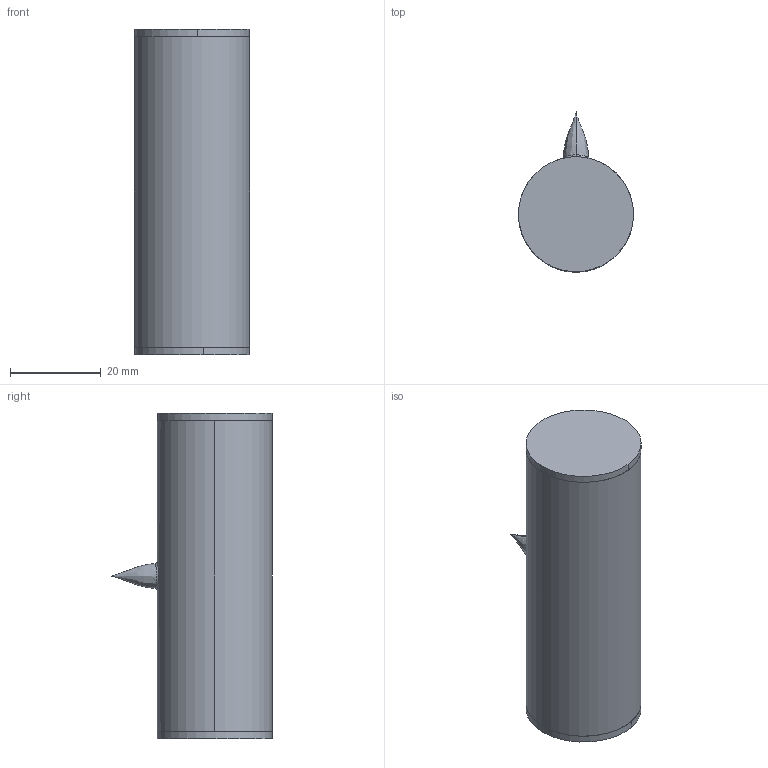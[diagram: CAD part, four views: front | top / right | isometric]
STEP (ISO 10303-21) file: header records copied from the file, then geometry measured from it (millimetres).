
FILE_DESCRIPTION (( 'STEP AP214' ), '1' );
FILE_NAME ('24088-E0W.STEP', '2019-06-26T14:42:58', ( '' ), ( '' ), 'SwSTEP 2.0', 'SolidWorks 2018', '' );
FILE_SCHEMA (( 'AUTOMOTIVE_DESIGN' ));
Length unit declared in the file: inch
Products named in the file (1): 24088-E0W
Bounding box: 25.4 x 35.4 x 71.84 mm (x, y, z)
Surface area: 7987.5 mm2 (no closed solid volume)
Topology: 0 solids, 3 shells, 16 faces, 34 edges, 23 vertices
Faces by surface type: cylinder 6, plane 6, bspline 4
Entity records: 1025 total; most frequent: CARTESIAN_POINT 466, DIRECTION 68, ORIENTED_EDGE 60, EDGE_CURVE 32, AXIS2_PLACEMENT_3D 31, VERTEX_POINT 23, EDGE_LOOP 19, CIRCLE 18
